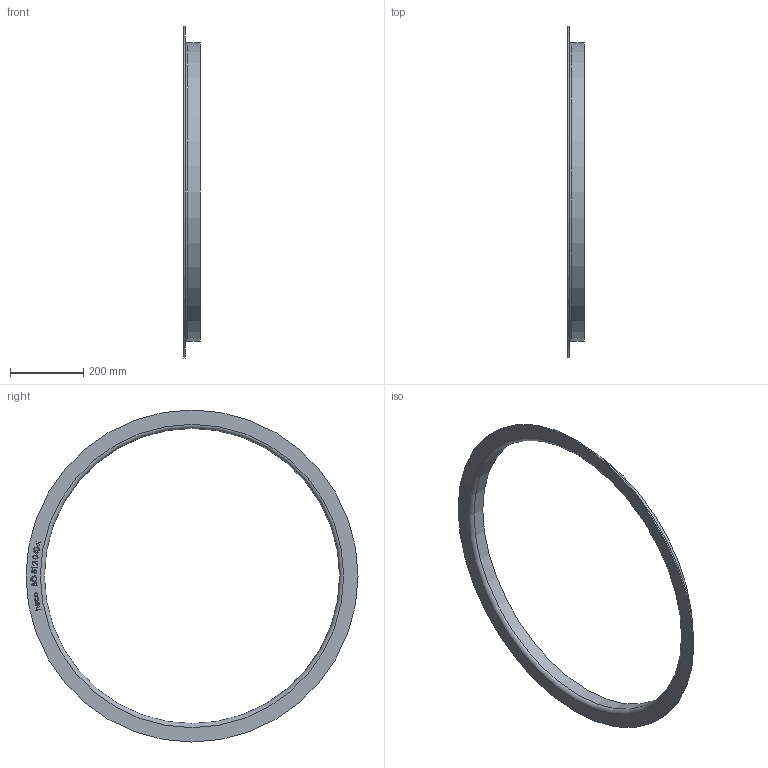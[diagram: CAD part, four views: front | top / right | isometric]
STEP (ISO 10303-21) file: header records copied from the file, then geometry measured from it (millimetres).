
FILE_DESCRIPTION (( 'STEP AP214' ), '1' );
FILE_NAME ('BÖ-812-040-x Vorschweissbördel 2012.STEP', '2020-12-08T10:50:02', ( '' ), ( '' ), 'SwSTEP 2.0', 'SolidWorks 2019', '' );
FILE_SCHEMA (( 'AUTOMOTIVE_DESIGN' ));
Length unit declared in the file: millimetre
Products named in the file (1): BÖ-812-040-x Vorschweissbördel 2012
Bounding box: 45 x 905 x 905 mm (x, y, z)
Volume: 915814.2 mm3; surface area: 479452.6 mm2
Topology: 1 solids, 1 shells, 208 faces, 529 edges, 352 vertices
Faces by surface type: plane 102, bspline 101, cylinder 3, torus 2
Full cylindrical faces by diameter (mm): 804.8 x1, 812.8 x1, 905 x1
Entity records: 14162 total; most frequent: CARTESIAN_POINT 7706, ORIENTED_EDGE 1048, DIRECTION 546, EDGE_CURVE 524, VERTEX_POINT 352, VECTOR 314, LINE 314, EDGE_LOOP 244
